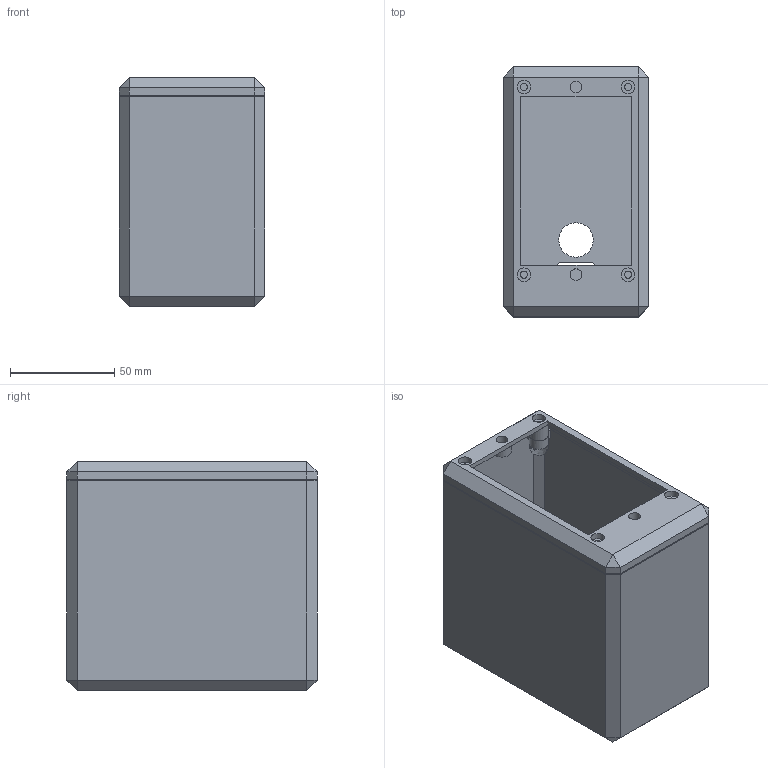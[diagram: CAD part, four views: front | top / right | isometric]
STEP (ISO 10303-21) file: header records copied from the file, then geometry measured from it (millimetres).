
FILE_DESCRIPTION(/* description */ ('','CAx-IF Rec.Pracs.---Representation and Presentation of Product Manufacturing Information (PMI)---4.0---2014-10-13'),/* implementation_level */ '2;1');
FILE_NAME(/* name */ 'Electrical Enclosure v1.step',/* time_stamp */ '2025-03-01T17:57:32+01:00',/* author */ (''),/* organization */ (''),/* preprocessor_version */ 'ST-DEVELOPER v20',/* originating_system */ 'Autodesk Translation Framework v13.20.0.188',/* authorisation */ '');
FILE_SCHEMA (('AP242_MANAGED_MODEL_BASED_3D_ENGINEERING_MIM_LF { 1 0 10303 442 1 1 4 }'));
Length unit declared in the file: millimetre
Products named in the file (1): Electrical Enclosure
Bounding box: 70 x 120 x 110 mm (x, y, z)
Volume: 123933.5 mm3; surface area: 102776.1 mm2
Topology: 2 solids, 2 shells, 203 faces, 494 edges, 314 vertices
Faces by surface type: plane 166, cylinder 31, bspline 6
Full cylindrical faces by diameter (mm): 3.4 x4, 4 x6, 5.6 x2, 6.5 x4, 7 x2, 9 x6, 16.5 x1
Entity records: 5970 total; most frequent: CARTESIAN_POINT 1082, DIRECTION 994, ORIENTED_EDGE 988, EDGE_CURVE 494, LINE 390, VECTOR 390, VERTEX_POINT 314, AXIS2_PLACEMENT_3D 302
